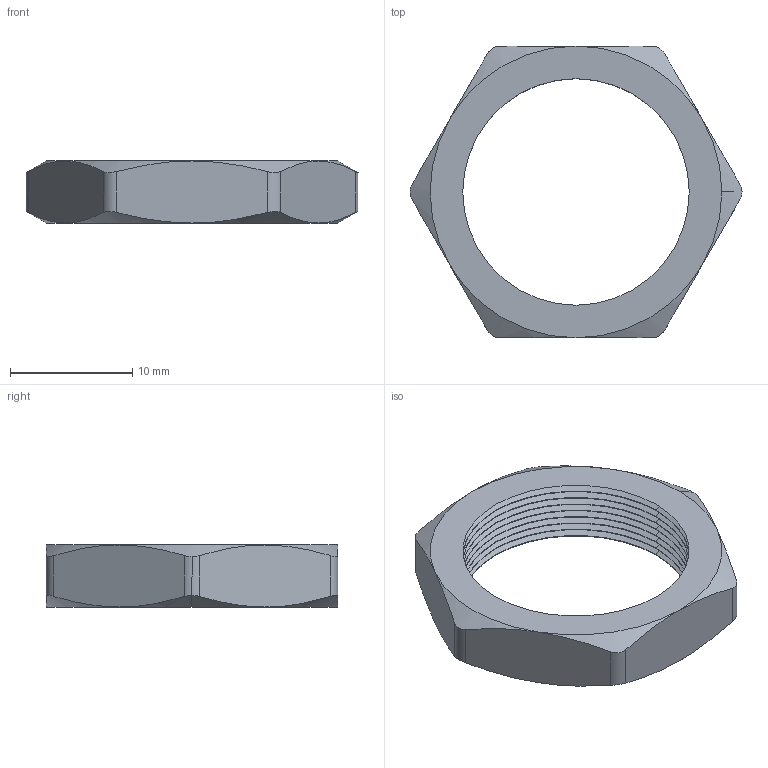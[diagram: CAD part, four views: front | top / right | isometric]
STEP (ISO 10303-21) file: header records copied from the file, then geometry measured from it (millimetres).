
FILE_DESCRIPTION (( 'STEP AP203' ), '1' );
FILE_NAME ('NP-11-GY.STEP', '2008-06-23T11:57:38', ( 'BSI 02' ), ( 'BAYSTATE' ), 'SwSTEP 2.0', 'SolidWorks 2007', '' );
FILE_SCHEMA (( 'CONFIG_CONTROL_DESIGN' ));
Length unit declared in the file: inch
Products named in the file (1): NP-11-GY
Bounding box: 27.18 x 23.88 x 5.08 mm (x, y, z)
Volume: 1034.3 mm3; surface area: 1402.3 mm2
Topology: 1 solids, 1 shells, 77 faces, 166 edges, 91 vertices
Faces by surface type: cone 46, cylinder 23, plane 8
Entity records: 2300 total; most frequent: CARTESIAN_POINT 598, DIRECTION 347, ORIENTED_EDGE 332, EDGE_CURVE 166, AXIS2_PLACEMENT_3D 142, VERTEX_POINT 91, EDGE_LOOP 79, ADVANCED_FACE 77
